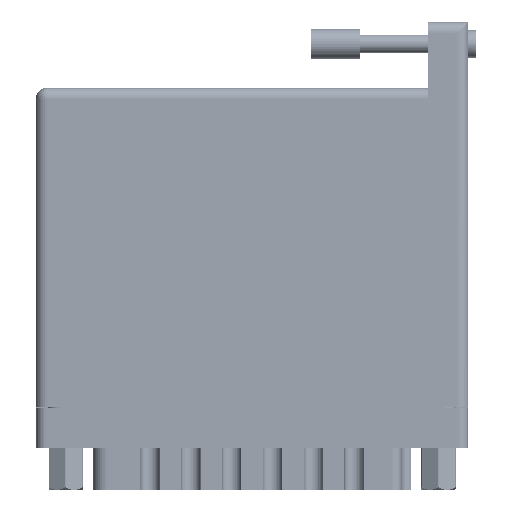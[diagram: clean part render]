
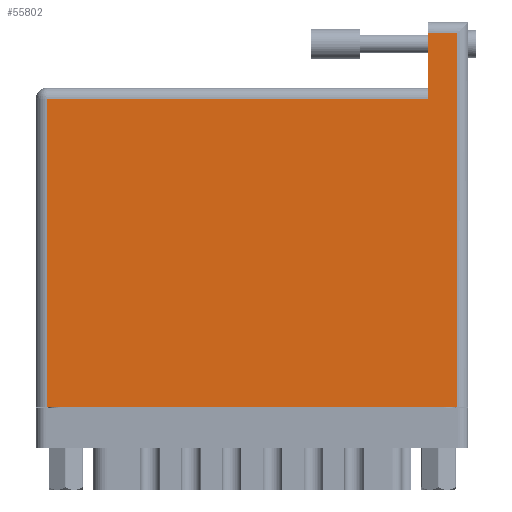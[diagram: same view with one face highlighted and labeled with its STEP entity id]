
A CAD part, front view. The second image highlights one B-rep face of the part: STEP entity #55802.
In plain terms, the highlighted face is planar.
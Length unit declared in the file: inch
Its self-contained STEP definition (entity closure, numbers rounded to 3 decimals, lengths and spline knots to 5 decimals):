
#1932 = CARTESIAN_POINT ( 'NONE',  ( 0., 2.03, 0. ) ) ;
#2975 = EDGE_LOOP ( 'NONE', ( #23863, #39129, #105400, #12735, #105740, #49528 ) ) ;
#6732 = VECTOR ( 'NONE', #103677, 39.37008 ) ;
#6875 = CARTESIAN_POINT ( 'NONE',  ( 2.499, 2.38, 0. ) ) ;
#10693 = CARTESIAN_POINT ( 'NONE',  ( 2.685, 0., 0. ) ) ;
#11333 = VERTEX_POINT ( 'NONE', #43625 ) ;
#11546 = DIRECTION ( 'NONE',  ( -1., 0., 0. ) ) ;
#12735 = ORIENTED_EDGE ( 'NONE', *, *, #57013, .T. ) ;
#15741 = LINE ( 'NONE', #17828, #38718 ) ;
#17545 = LINE ( 'NONE', #70147, #94271 ) ;
#17828 = CARTESIAN_POINT ( 'NONE',  ( 0.07, 0., 0. ) ) ;
#18965 = VERTEX_POINT ( 'NONE', #87119 ) ;
#20573 = EDGE_CURVE ( 'NONE', #20747, #97225, #45618, .T. ) ;
#20747 = VERTEX_POINT ( 'NONE', #10693 ) ;
#22647 = EDGE_CURVE ( 'NONE', #18965, #105047, #15741, .T. ) ;
#23555 = EDGE_CURVE ( 'NONE', #79389, #11333, #17545, .T. ) ;
#23863 = ORIENTED_EDGE ( 'NONE', *, *, #23555, .T. ) ;
#24636 = CARTESIAN_POINT ( 'NONE',  ( 2.685, 2.45, 0. ) ) ;
#24923 = AXIS2_PLACEMENT_3D ( 'NONE', #1932, #85832, #11546 ) ;
#26055 = DIRECTION ( 'NONE',  ( 0., -1., 0. ) ) ;
#30302 = EDGE_CURVE ( 'NONE', #11333, #18965, #67811, .T. ) ;
#32341 = FACE_OUTER_BOUND ( 'NONE', #2975, .T. ) ;
#35419 = VECTOR ( 'NONE', #90049, 39.37008 ) ;
#38662 = CARTESIAN_POINT ( 'NONE',  ( 0., 0., 0. ) ) ;
#38718 = VECTOR ( 'NONE', #26055, 39.37008 ) ;
#39129 = ORIENTED_EDGE ( 'NONE', *, *, #30302, .T. ) ;
#43625 = CARTESIAN_POINT ( 'NONE',  ( 2.499, 1.96, 0. ) ) ;
#45618 = LINE ( 'NONE', #24636, #35419 ) ;
#49528 = ORIENTED_EDGE ( 'NONE', *, *, #105307, .T. ) ;
#53768 = VECTOR ( 'NONE', #78558, 39.37008 ) ;
#55802 = ADVANCED_FACE ( 'NONE', ( #32341 ), #75140, .F. ) ;
#57013 = EDGE_CURVE ( 'NONE', #105047, #20747, #88557, .T. ) ;
#58438 = LINE ( 'NONE', #81472, #69923 ) ;
#58532 = DIRECTION ( 'NONE',  ( -1., 0., 0. ) ) ;
#62565 = CARTESIAN_POINT ( 'NONE',  ( 0.07, 0., 0. ) ) ;
#67811 = LINE ( 'NONE', #68200, #53768 ) ;
#68200 = CARTESIAN_POINT ( 'NONE',  ( 0., 1.96, 0. ) ) ;
#69923 = VECTOR ( 'NONE', #58532, 39.37008 ) ;
#70147 = CARTESIAN_POINT ( 'NONE',  ( 2.499, 2.45, 0. ) ) ;
#75140 = PLANE ( 'NONE',  #24923 ) ;
#78558 = DIRECTION ( 'NONE',  ( -1., 0., 0. ) ) ;
#79389 = VERTEX_POINT ( 'NONE', #6875 ) ;
#81472 = CARTESIAN_POINT ( 'NONE',  ( 0., 2.38, 0. ) ) ;
#85553 = DIRECTION ( 'NONE',  ( 0., -1., 0. ) ) ;
#85832 = DIRECTION ( 'NONE',  ( 0., 0., -1. ) ) ;
#87119 = CARTESIAN_POINT ( 'NONE',  ( 0.07, 1.96, 0. ) ) ;
#88557 = LINE ( 'NONE', #38662, #6732 ) ;
#90049 = DIRECTION ( 'NONE',  ( 0., 1., 0. ) ) ;
#94271 = VECTOR ( 'NONE', #85553, 39.37008 ) ;
#96324 = CARTESIAN_POINT ( 'NONE',  ( 2.685, 2.38, 0. ) ) ;
#97225 = VERTEX_POINT ( 'NONE', #96324 ) ;
#103677 = DIRECTION ( 'NONE',  ( 1., 0., 0. ) ) ;
#105047 = VERTEX_POINT ( 'NONE', #62565 ) ;
#105307 = EDGE_CURVE ( 'NONE', #97225, #79389, #58438, .T. ) ;
#105400 = ORIENTED_EDGE ( 'NONE', *, *, #22647, .T. ) ;
#105740 = ORIENTED_EDGE ( 'NONE', *, *, #20573, .T. ) ;
